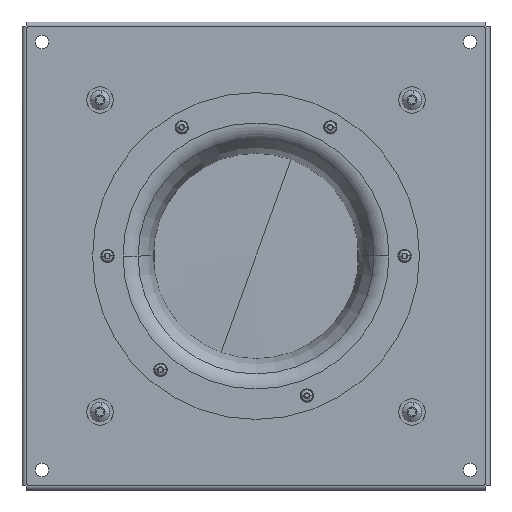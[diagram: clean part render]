
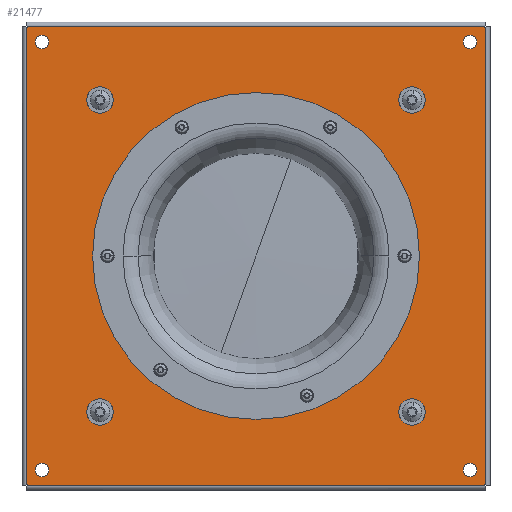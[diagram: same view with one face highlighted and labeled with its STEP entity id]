
A CAD part, front view. The second image highlights one B-rep face of the part: STEP entity #21477.
In plain terms, the highlighted planar face has unit normal (0, -1, 0).
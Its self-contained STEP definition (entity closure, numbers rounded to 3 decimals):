
#15921=CARTESIAN_POINT('',(153.993,-135.,-154.7));
#15951=CARTESIAN_POINT('',(-153.993,-135.,-154.7));
#15953=DIRECTION('',(1.,0.,0.));
#15954=VECTOR('',#15953,307.986);
#15955=CARTESIAN_POINT('',(-153.993,-135.,-154.7));
#15956=LINE('',#15955,#15954);
#16159=CARTESIAN_POINT('',(154.346,-135.,154.346));
#16160=DIRECTION('',(0.,-1.,0.));
#16161=DIRECTION('',(-0.707,0.,0.707));
#16162=AXIS2_PLACEMENT_3D('',#16159,#16160,#16161);
#16164=CARTESIAN_POINT('',(154.346,-135.,-154.346));
#16165=DIRECTION('',(0.,-1.,0.));
#16166=DIRECTION('',(0.707,0.,0.707));
#16167=AXIS2_PLACEMENT_3D('',#16164,#16165,#16166);
#16169=CARTESIAN_POINT('',(-154.346,-135.,-154.346));
#16170=DIRECTION('',(0.,-1.,0.));
#16171=DIRECTION('',(0.707,0.,-0.707));
#16172=AXIS2_PLACEMENT_3D('',#16169,#16170,#16171);
#16174=CARTESIAN_POINT('',(-154.346,-135.,154.346));
#16175=DIRECTION('',(0.,-1.,0.));
#16176=DIRECTION('',(-0.707,0.,-0.707));
#16177=AXIS2_PLACEMENT_3D('',#16174,#16175,#16176);
#16179=CARTESIAN_POINT('',(-144.,-135.,-144.));
#16180=DIRECTION('',(0.,-1.,0.));
#16181=DIRECTION('',(1.,0.,0.));
#16182=AXIS2_PLACEMENT_3D('',#16179,#16180,#16181);
#16184=CARTESIAN_POINT('',(-144.,-135.,-144.));
#16185=DIRECTION('',(0.,-1.,0.));
#16186=DIRECTION('',(-1.,0.,0.));
#16187=AXIS2_PLACEMENT_3D('',#16184,#16185,#16186);
#16189=CARTESIAN_POINT('',(-144.,-135.,144.));
#16190=DIRECTION('',(0.,-1.,0.));
#16191=DIRECTION('',(1.,0.,0.));
#16192=AXIS2_PLACEMENT_3D('',#16189,#16190,#16191);
#16194=CARTESIAN_POINT('',(-144.,-135.,144.));
#16195=DIRECTION('',(0.,-1.,0.));
#16196=DIRECTION('',(-1.,0.,0.));
#16197=AXIS2_PLACEMENT_3D('',#16194,#16195,#16196);
#16199=CARTESIAN_POINT('',(144.,-135.,144.));
#16200=DIRECTION('',(0.,-1.,0.));
#16201=DIRECTION('',(1.,0.,0.));
#16202=AXIS2_PLACEMENT_3D('',#16199,#16200,#16201);
#16204=CARTESIAN_POINT('',(144.,-135.,144.));
#16205=DIRECTION('',(0.,-1.,0.));
#16206=DIRECTION('',(-1.,0.,0.));
#16207=AXIS2_PLACEMENT_3D('',#16204,#16205,#16206);
#16209=CARTESIAN_POINT('',(144.,-135.,-144.));
#16210=DIRECTION('',(0.,-1.,0.));
#16211=DIRECTION('',(1.,0.,0.));
#16212=AXIS2_PLACEMENT_3D('',#16209,#16210,#16211);
#16214=CARTESIAN_POINT('',(144.,-135.,-144.));
#16215=DIRECTION('',(0.,-1.,0.));
#16216=DIRECTION('',(-1.,0.,0.));
#16217=AXIS2_PLACEMENT_3D('',#16214,#16215,#16216);
#16219=CARTESIAN_POINT('',(-105.,-135.,-105.));
#16220=DIRECTION('',(0.,-1.,0.));
#16221=DIRECTION('',(1.,0.,0.));
#16222=AXIS2_PLACEMENT_3D('',#16219,#16220,#16221);
#16224=CARTESIAN_POINT('',(-105.,-135.,-105.));
#16225=DIRECTION('',(0.,-1.,0.));
#16226=DIRECTION('',(-1.,0.,0.));
#16227=AXIS2_PLACEMENT_3D('',#16224,#16225,#16226);
#16229=CARTESIAN_POINT('',(105.,-135.,-105.));
#16230=DIRECTION('',(0.,-1.,0.));
#16231=DIRECTION('',(1.,0.,0.));
#16232=AXIS2_PLACEMENT_3D('',#16229,#16230,#16231);
#16234=CARTESIAN_POINT('',(105.,-135.,-105.));
#16235=DIRECTION('',(0.,-1.,0.));
#16236=DIRECTION('',(-1.,0.,0.));
#16237=AXIS2_PLACEMENT_3D('',#16234,#16235,#16236);
#16239=CARTESIAN_POINT('',(-105.,-135.,105.));
#16240=DIRECTION('',(0.,-1.,0.));
#16241=DIRECTION('',(1.,0.,0.));
#16242=AXIS2_PLACEMENT_3D('',#16239,#16240,#16241);
#16244=CARTESIAN_POINT('',(-105.,-135.,105.));
#16245=DIRECTION('',(0.,-1.,0.));
#16246=DIRECTION('',(-1.,0.,0.));
#16247=AXIS2_PLACEMENT_3D('',#16244,#16245,#16246);
#16249=CARTESIAN_POINT('',(105.,-135.,105.));
#16250=DIRECTION('',(0.,-1.,0.));
#16251=DIRECTION('',(1.,0.,0.));
#16252=AXIS2_PLACEMENT_3D('',#16249,#16250,#16251);
#16254=CARTESIAN_POINT('',(105.,-135.,105.));
#16255=DIRECTION('',(0.,-1.,0.));
#16256=DIRECTION('',(-1.,0.,0.));
#16257=AXIS2_PLACEMENT_3D('',#16254,#16255,#16256);
#16351=DIRECTION('',(0.,0.,1.));
#16352=VECTOR('',#16351,307.986);
#16353=CARTESIAN_POINT('',(154.7,-135.,-153.993));
#16354=LINE('',#16353,#16352);
#16507=DIRECTION('',(0.,0.,-1.));
#16508=VECTOR('',#16507,307.986);
#16509=CARTESIAN_POINT('',(-154.7,-135.,153.993));
#16510=LINE('',#16509,#16508);
#16634=DIRECTION('',(-1.,0.,0.));
#16635=VECTOR('',#16634,307.986);
#16636=CARTESIAN_POINT('',(153.993,-135.,154.7));
#16637=LINE('',#16636,#16635);
#17247=CARTESIAN_POINT('',(0.,-135.,0.));
#17248=DIRECTION('',(0.,-1.,0.));
#17249=DIRECTION('',(-1.,0.,0.));
#17250=AXIS2_PLACEMENT_3D('',#17247,#17248,#17249);
#17252=CARTESIAN_POINT('',(0.,-135.,0.));
#17253=DIRECTION('',(0.,-1.,0.));
#17254=DIRECTION('',(1.,0.,0.));
#17255=AXIS2_PLACEMENT_3D('',#17252,#17253,#17254);
#20307=VERTEX_POINT('',#15921);
#20313=VERTEX_POINT('',#15951);
#20426=CARTESIAN_POINT('',(153.993,-135.,154.7));
#20427=CARTESIAN_POINT('',(154.7,-135.,153.993));
#20428=VERTEX_POINT('',#20426);
#20429=VERTEX_POINT('',#20427);
#20430=CARTESIAN_POINT('',(-153.993,-135.,154.7));
#20431=VERTEX_POINT('',#20430);
#20432=CARTESIAN_POINT('',(-154.7,-135.,153.993));
#20433=VERTEX_POINT('',#20432);
#20434=CARTESIAN_POINT('',(-154.7,-135.,-153.993));
#20435=VERTEX_POINT('',#20434);
#20436=CARTESIAN_POINT('',(154.7,-135.,-153.993));
#20437=VERTEX_POINT('',#20436);
#20438=CARTESIAN_POINT('',(-139.5,-135.,-144.));
#20439=CARTESIAN_POINT('',(-148.5,-135.,-144.));
#20440=VERTEX_POINT('',#20438);
#20441=VERTEX_POINT('',#20439);
#20442=CARTESIAN_POINT('',(-139.5,-135.,144.));
#20443=CARTESIAN_POINT('',(-148.5,-135.,144.));
#20444=VERTEX_POINT('',#20442);
#20445=VERTEX_POINT('',#20443);
#20446=CARTESIAN_POINT('',(148.5,-135.,144.));
#20447=CARTESIAN_POINT('',(139.5,-135.,144.));
#20448=VERTEX_POINT('',#20446);
#20449=VERTEX_POINT('',#20447);
#20450=CARTESIAN_POINT('',(148.5,-135.,-144.));
#20451=CARTESIAN_POINT('',(139.5,-135.,-144.));
#20452=VERTEX_POINT('',#20450);
#20453=VERTEX_POINT('',#20451);
#20454=CARTESIAN_POINT('',(-100.7,-135.,-105.));
#20455=CARTESIAN_POINT('',(-109.3,-135.,-105.));
#20456=VERTEX_POINT('',#20454);
#20457=VERTEX_POINT('',#20455);
#20458=CARTESIAN_POINT('',(109.3,-135.,-105.));
#20459=CARTESIAN_POINT('',(100.7,-135.,-105.));
#20460=VERTEX_POINT('',#20458);
#20461=VERTEX_POINT('',#20459);
#20462=CARTESIAN_POINT('',(-100.7,-135.,105.));
#20463=CARTESIAN_POINT('',(-109.3,-135.,105.));
#20464=VERTEX_POINT('',#20462);
#20465=VERTEX_POINT('',#20463);
#20466=CARTESIAN_POINT('',(109.3,-135.,105.));
#20467=CARTESIAN_POINT('',(100.7,-135.,105.));
#20468=VERTEX_POINT('',#20466);
#20469=VERTEX_POINT('',#20467);
#20810=CARTESIAN_POINT('',(-110.,-135.,0.));
#20811=CARTESIAN_POINT('',(110.,-135.,0.));
#20812=VERTEX_POINT('',#20810);
#20813=VERTEX_POINT('',#20811);
#21402=CARTESIAN_POINT('',(0.,-135.,0.));
#21403=DIRECTION('',(0.,1.,0.));
#21404=DIRECTION('',(1.,0.,0.));
#21405=AXIS2_PLACEMENT_3D('',#21402,#21403,#21404);
#21406=PLANE('',#21405);
#21407=ORIENTED_EDGE('',*,*,#21392,.T.);
#21409=ORIENTED_EDGE('',*,*,#21408,.F.);
#21411=ORIENTED_EDGE('',*,*,#21410,.T.);
#21412=ORIENTED_EDGE('',*,*,#21153,.F.);
#21414=ORIENTED_EDGE('',*,*,#21413,.T.);
#21416=ORIENTED_EDGE('',*,*,#21415,.F.);
#21418=ORIENTED_EDGE('',*,*,#21417,.T.);
#21420=ORIENTED_EDGE('',*,*,#21419,.F.);
#21421=EDGE_LOOP('',(#21407,#21409,#21411,#21412,#21414,#21416,#21418,#21420));
#21422=FACE_OUTER_BOUND('',#21421,.F.);
#21424=ORIENTED_EDGE('',*,*,#21423,.T.);
#21426=ORIENTED_EDGE('',*,*,#21425,.T.);
#21427=EDGE_LOOP('',(#21424,#21426));
#21428=FACE_BOUND('',#21427,.F.);
#21430=ORIENTED_EDGE('',*,*,#21429,.T.);
#21432=ORIENTED_EDGE('',*,*,#21431,.T.);
#21433=EDGE_LOOP('',(#21430,#21432));
#21434=FACE_BOUND('',#21433,.F.);
#21436=ORIENTED_EDGE('',*,*,#21435,.T.);
#21438=ORIENTED_EDGE('',*,*,#21437,.T.);
#21439=EDGE_LOOP('',(#21436,#21438));
#21440=FACE_BOUND('',#21439,.F.);
#21442=ORIENTED_EDGE('',*,*,#21441,.T.);
#21444=ORIENTED_EDGE('',*,*,#21443,.T.);
#21445=EDGE_LOOP('',(#21442,#21444));
#21446=FACE_BOUND('',#21445,.F.);
#21448=ORIENTED_EDGE('',*,*,#21447,.T.);
#21450=ORIENTED_EDGE('',*,*,#21449,.T.);
#21451=EDGE_LOOP('',(#21448,#21450));
#21452=FACE_BOUND('',#21451,.F.);
#21454=ORIENTED_EDGE('',*,*,#21453,.T.);
#21456=ORIENTED_EDGE('',*,*,#21455,.T.);
#21457=EDGE_LOOP('',(#21454,#21456));
#21458=FACE_BOUND('',#21457,.F.);
#21460=ORIENTED_EDGE('',*,*,#21459,.T.);
#21462=ORIENTED_EDGE('',*,*,#21461,.T.);
#21463=EDGE_LOOP('',(#21460,#21462));
#21464=FACE_BOUND('',#21463,.F.);
#21466=ORIENTED_EDGE('',*,*,#21465,.T.);
#21468=ORIENTED_EDGE('',*,*,#21467,.T.);
#21469=EDGE_LOOP('',(#21466,#21468));
#21470=FACE_BOUND('',#21469,.F.);
#21472=ORIENTED_EDGE('',*,*,#21471,.T.);
#21474=ORIENTED_EDGE('',*,*,#21473,.T.);
#21475=EDGE_LOOP('',(#21472,#21474));
#21476=FACE_BOUND('',#21475,.F.);
#21477=ADVANCED_FACE('',(#21422,#21428,#21434,#21440,#21446,#21452,#21458,
#21464,#21470,#21476),#21406,.F.);
#16163=CIRCLE('',#16162,0.5);
#16168=CIRCLE('',#16167,0.5);
#16173=CIRCLE('',#16172,0.5);
#16178=CIRCLE('',#16177,0.5);
#16183=CIRCLE('',#16182,4.5);
#16188=CIRCLE('',#16187,4.5);
#16193=CIRCLE('',#16192,4.5);
#16198=CIRCLE('',#16197,4.5);
#16203=CIRCLE('',#16202,4.5);
#16208=CIRCLE('',#16207,4.5);
#16213=CIRCLE('',#16212,4.5);
#16218=CIRCLE('',#16217,4.5);
#16223=CIRCLE('',#16222,4.3);
#16228=CIRCLE('',#16227,4.3);
#16233=CIRCLE('',#16232,4.3);
#16238=CIRCLE('',#16237,4.3);
#16243=CIRCLE('',#16242,4.3);
#16248=CIRCLE('',#16247,4.3);
#16253=CIRCLE('',#16252,4.3);
#16258=CIRCLE('',#16257,4.3);
#17251=CIRCLE('',#17250,110.);
#17256=CIRCLE('',#17255,110.);
#21153=EDGE_CURVE('',#20313,#20307,#15956,.T.);
#21392=EDGE_CURVE('',#20428,#20429,#16163,.T.);
#21408=EDGE_CURVE('',#20437,#20429,#16354,.T.);
#21410=EDGE_CURVE('',#20437,#20307,#16168,.T.);
#21413=EDGE_CURVE('',#20313,#20435,#16173,.T.);
#21415=EDGE_CURVE('',#20433,#20435,#16510,.T.);
#21417=EDGE_CURVE('',#20433,#20431,#16178,.T.);
#21419=EDGE_CURVE('',#20428,#20431,#16637,.T.);
#21423=EDGE_CURVE('',#20440,#20441,#16183,.T.);
#21425=EDGE_CURVE('',#20441,#20440,#16188,.T.);
#21429=EDGE_CURVE('',#20444,#20445,#16193,.T.);
#21431=EDGE_CURVE('',#20445,#20444,#16198,.T.);
#21435=EDGE_CURVE('',#20448,#20449,#16203,.T.);
#21437=EDGE_CURVE('',#20449,#20448,#16208,.T.);
#21441=EDGE_CURVE('',#20452,#20453,#16213,.T.);
#21443=EDGE_CURVE('',#20453,#20452,#16218,.T.);
#21447=EDGE_CURVE('',#20456,#20457,#16223,.T.);
#21449=EDGE_CURVE('',#20457,#20456,#16228,.T.);
#21453=EDGE_CURVE('',#20460,#20461,#16233,.T.);
#21455=EDGE_CURVE('',#20461,#20460,#16238,.T.);
#21459=EDGE_CURVE('',#20464,#20465,#16243,.T.);
#21461=EDGE_CURVE('',#20465,#20464,#16248,.T.);
#21465=EDGE_CURVE('',#20468,#20469,#16253,.T.);
#21467=EDGE_CURVE('',#20469,#20468,#16258,.T.);
#21471=EDGE_CURVE('',#20812,#20813,#17251,.T.);
#21473=EDGE_CURVE('',#20813,#20812,#17256,.T.);
